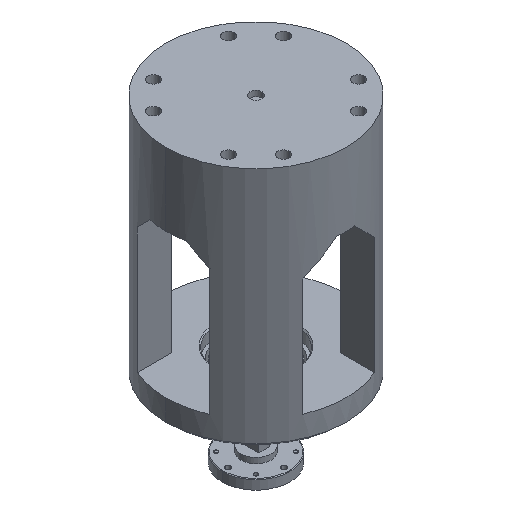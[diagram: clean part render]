
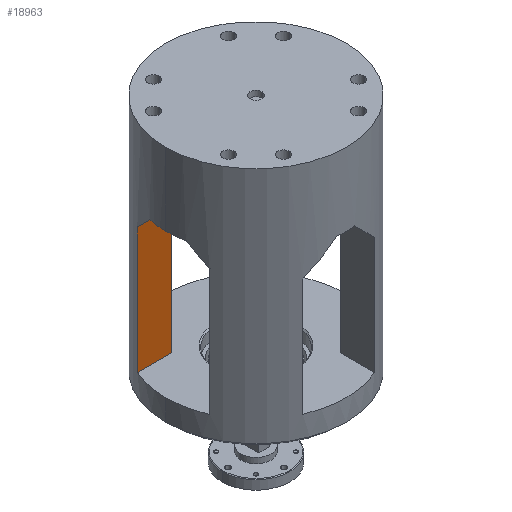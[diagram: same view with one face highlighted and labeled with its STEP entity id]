
A CAD part, isometric view. The second image highlights one B-rep face of the part: STEP entity #18963.
In plain terms, the highlighted planar face has unit normal (0, -1, 0).
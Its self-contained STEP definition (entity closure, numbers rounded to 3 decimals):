
#1029 = CARTESIAN_POINT ( 'NONE',  ( -34.919, 15.24, 10.16 ) ) ;
#1845 = CARTESIAN_POINT ( 'NONE',  ( -34.919, 15.24, -82.07 ) ) ;
#2171 = PLANE ( 'NONE',  #28174 ) ;
#2516 = VECTOR ( 'NONE', #8194, 1000. ) ;
#2712 = CARTESIAN_POINT ( 'NONE',  ( -34.919, 15.24, 63.5 ) ) ;
#2848 = ORIENTED_EDGE ( 'NONE', *, *, #19563, .T. ) ;
#2976 = CARTESIAN_POINT ( 'NONE',  ( -20.32, 15.24, -61.682 ) ) ;
#3429 = VECTOR ( 'NONE', #16383, 1000. ) ;
#4173 = LINE ( 'NONE', #4752, #4863 ) ;
#4752 = CARTESIAN_POINT ( 'NONE',  ( 0., 15.24, 10.16 ) ) ;
#4863 = VECTOR ( 'NONE', #11291, 1000. ) ;
#6476 = FACE_OUTER_BOUND ( 'NONE', #9736, .T. ) ;
#6833 = CARTESIAN_POINT ( 'NONE',  ( -20.32, 15.24, 63.5 ) ) ;
#6847 = CARTESIAN_POINT ( 'NONE',  ( -20.32, 15.24, 10.16 ) ) ;
#7630 = VERTEX_POINT ( 'NONE', #6847 ) ;
#8194 = DIRECTION ( 'NONE',  ( -1., 0., 0. ) ) ;
#9346 = VERTEX_POINT ( 'NONE', #2712 ) ;
#9736 = EDGE_LOOP ( 'NONE', ( #17215, #12268, #2848, #16901 ) ) ;
#10625 = LINE ( 'NONE', #1845, #23151 ) ;
#11291 = DIRECTION ( 'NONE',  ( -1., 0., 0. ) ) ;
#11419 = EDGE_CURVE ( 'NONE', #21244, #9346, #10625, .T. ) ;
#11674 = CARTESIAN_POINT ( 'NONE',  ( 0., 15.24, -82.07 ) ) ;
#12268 = ORIENTED_EDGE ( 'NONE', *, *, #16414, .T. ) ;
#12273 = VERTEX_POINT ( 'NONE', #6833 ) ;
#12814 = LINE ( 'NONE', #17147, #2516 ) ;
#16253 = EDGE_CURVE ( 'NONE', #7630, #21244, #4173, .T. ) ;
#16383 = DIRECTION ( 'NONE',  ( 0., 0., 1. ) ) ;
#16414 = EDGE_CURVE ( 'NONE', #7630, #12273, #28003, .T. ) ;
#16901 = ORIENTED_EDGE ( 'NONE', *, *, #11419, .F. ) ;
#17147 = CARTESIAN_POINT ( 'NONE',  ( -34.919, 15.24, 63.5 ) ) ;
#17215 = ORIENTED_EDGE ( 'NONE', *, *, #16253, .F. ) ;
#18104 = DIRECTION ( 'NONE',  ( 0., -1., 0. ) ) ;
#18963 = ADVANCED_FACE ( 'NONE', ( #6476 ), #2171, .T. ) ;
#19563 = EDGE_CURVE ( 'NONE', #12273, #9346, #12814, .T. ) ;
#21244 = VERTEX_POINT ( 'NONE', #1029 ) ;
#23151 = VECTOR ( 'NONE', #28277, 1000. ) ;
#24682 = DIRECTION ( 'NONE',  ( 0., 0., -1. ) ) ;
#28003 = LINE ( 'NONE', #2976, #3429 ) ;
#28174 = AXIS2_PLACEMENT_3D ( 'NONE', #11674, #18104, #24682 ) ;
#28277 = DIRECTION ( 'NONE',  ( 0., 0., 1. ) ) ;
